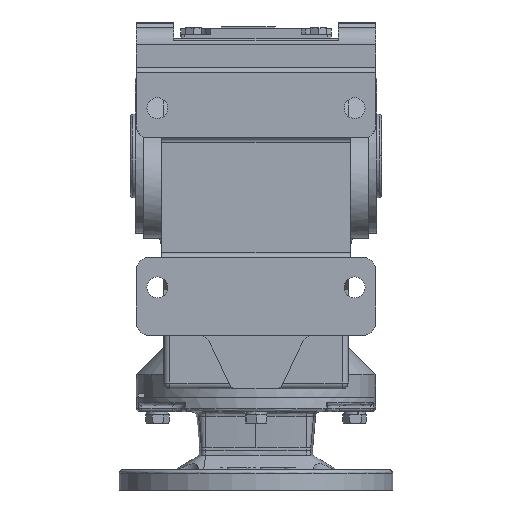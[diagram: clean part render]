
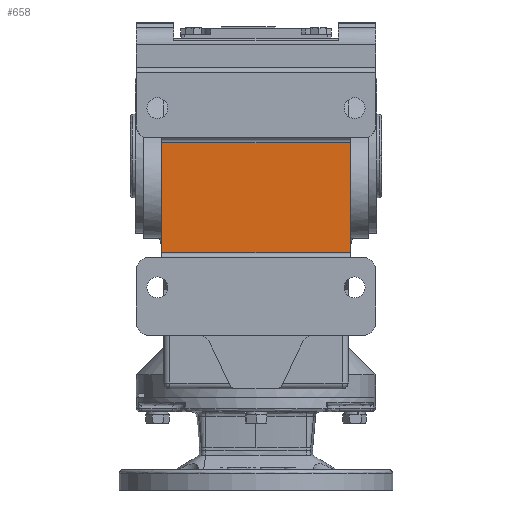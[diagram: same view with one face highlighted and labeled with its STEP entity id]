
A CAD part, front view. The second image highlights one B-rep face of the part: STEP entity #658.
In plain terms, the highlighted planar face has unit normal (0, -1, 0).
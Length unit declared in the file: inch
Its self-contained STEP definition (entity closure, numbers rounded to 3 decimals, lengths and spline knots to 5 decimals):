
#658 = ADVANCED_FACE ( 'NONE', ( #52328 ), #16220, .T. ) ;
#5935 = CARTESIAN_POINT ( 'NONE',  ( -3.93701, -6.88976, 0.43307 ) ) ;
#6070 = VERTEX_POINT ( 'NONE', #63503 ) ;
#7564 = DIRECTION ( 'NONE',  ( 0., 0., -1. ) ) ;
#7747 = CARTESIAN_POINT ( 'NONE',  ( -3.11024, -6.88976, -3.18898 ) ) ;
#8612 = VECTOR ( 'NONE', #7564, 39.37008 ) ;
#9056 = VERTEX_POINT ( 'NONE', #33280 ) ;
#11944 = LINE ( 'NONE', #25272, #37536 ) ;
#12673 = LINE ( 'NONE', #60114, #8612 ) ;
#13164 = EDGE_LOOP ( 'NONE', ( #26243, #61972, #24442, #25207 ) ) ;
#16186 = DIRECTION ( 'NONE',  ( 0., 0., 1. ) ) ;
#16220 = PLANE ( 'NONE',  #17989 ) ;
#17989 = AXIS2_PLACEMENT_3D ( 'NONE', #5935, #51038, #30739 ) ;
#20160 = VECTOR ( 'NONE', #64391, 39.37008 ) ;
#20390 = VECTOR ( 'NONE', #16186, 39.37008 ) ;
#21765 = CARTESIAN_POINT ( 'NONE',  ( 3.11024, -6.88976, -3.18898 ) ) ;
#23162 = VERTEX_POINT ( 'NONE', #21765 ) ;
#24442 = ORIENTED_EDGE ( 'NONE', *, *, #31210, .T. ) ;
#24826 = DIRECTION ( 'NONE',  ( -1., 0., 0. ) ) ;
#25207 = ORIENTED_EDGE ( 'NONE', *, *, #34311, .F. ) ;
#25272 = CARTESIAN_POINT ( 'NONE',  ( -3.93701, -6.88976, 0.43307 ) ) ;
#26243 = ORIENTED_EDGE ( 'NONE', *, *, #50635, .T. ) ;
#28341 = LINE ( 'NONE', #36720, #20390 ) ;
#28601 = CARTESIAN_POINT ( 'NONE',  ( -3.93701, -6.88976, -3.18898 ) ) ;
#30739 = DIRECTION ( 'NONE',  ( 0., 0., -1. ) ) ;
#31210 = EDGE_CURVE ( 'NONE', #6070, #9056, #11944, .T. ) ;
#33280 = CARTESIAN_POINT ( 'NONE',  ( -3.11024, -6.88976, 0.43307 ) ) ;
#33327 = VERTEX_POINT ( 'NONE', #7747 ) ;
#34311 = EDGE_CURVE ( 'NONE', #33327, #9056, #28341, .T. ) ;
#36720 = CARTESIAN_POINT ( 'NONE',  ( -3.11024, -6.88976, -0.07874 ) ) ;
#37536 = VECTOR ( 'NONE', #24826, 39.37008 ) ;
#44101 = LINE ( 'NONE', #28601, #20160 ) ;
#50635 = EDGE_CURVE ( 'NONE', #33327, #23162, #44101, .T. ) ;
#51038 = DIRECTION ( 'NONE',  ( 0., -1., 0. ) ) ;
#52328 = FACE_OUTER_BOUND ( 'NONE', #13164, .T. ) ;
#53199 = EDGE_CURVE ( 'NONE', #6070, #23162, #12673, .T. ) ;
#60114 = CARTESIAN_POINT ( 'NONE',  ( 3.11024, -6.88976, 0.43307 ) ) ;
#61972 = ORIENTED_EDGE ( 'NONE', *, *, #53199, .F. ) ;
#63503 = CARTESIAN_POINT ( 'NONE',  ( 3.11024, -6.88976, 0.43307 ) ) ;
#64391 = DIRECTION ( 'NONE',  ( 1., 0., 0. ) ) ;
